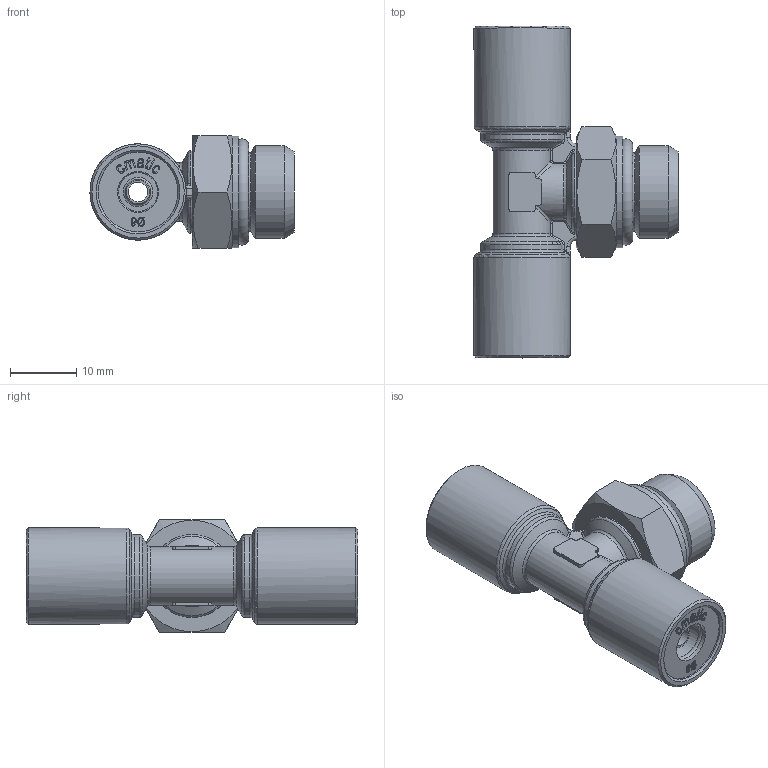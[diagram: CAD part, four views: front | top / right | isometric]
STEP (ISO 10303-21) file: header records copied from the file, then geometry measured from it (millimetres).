
FILE_DESCRIPTION(( 'MAF.21.06.M14X1.5.stp' ), '1');
FILE_NAME( 'MAF.21.06.M14X1.5.stp', '2021-02-19T15:26:59',( 'Sopra'),('sopra-pneumatic.com'), 'SwSTEP 2.0','SolidWorks 2009','' );
FILE_SCHEMA( ( 'CONFIG_CONTROL_DESIGN' ) );
Length unit declared in the file: millimetre
Products named in the file (1): Rivoluzione2
Bounding box: 30.75 x 50 x 17 mm (x, y, z)
Volume: 7838.5 mm3; surface area: 5863 mm2
Topology: 1 solids, 1 shells, 468 faces, 1217 edges, 788 vertices
Faces by surface type: bspline 188, plane 174, cylinder 65, torus 21, cone 20
Full cylindrical faces by diameter (mm): 2.95 x2, 3.85 x2, 4 x1, 5 x1, 6.15 x4, 8.5 x1, 11.8 x1, 12 x2, 14 x1, 14.5 x2, 16.8 x1
Entity records: 22380 total; most frequent: CARTESIAN_POINT 12416, ORIENTED_EDGE 2332, DIRECTION 1480, EDGE_CURVE 1166, VERTEX_POINT 775, LINE 550, VECTOR 550, EDGE_LOOP 546
